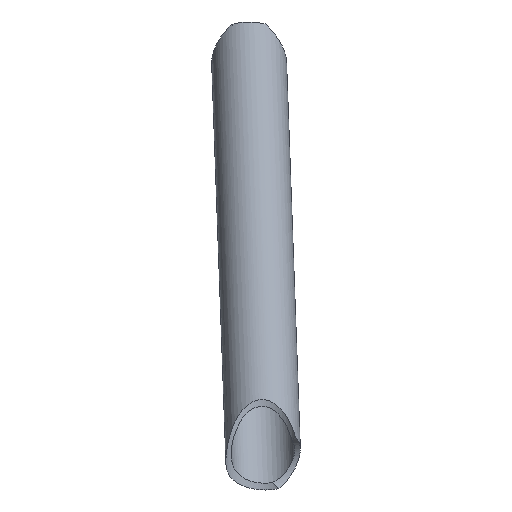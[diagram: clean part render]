
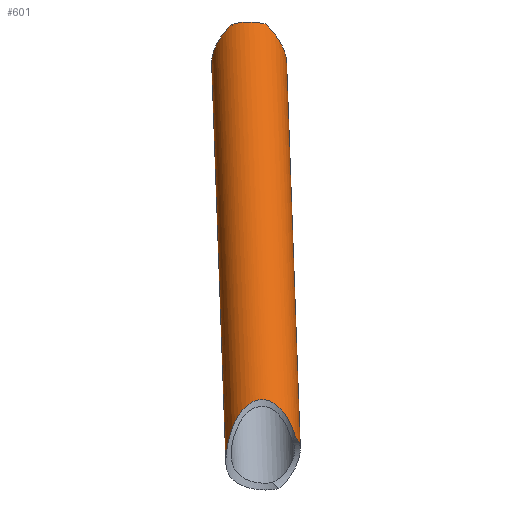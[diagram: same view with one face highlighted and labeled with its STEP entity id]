
A CAD part, top view. The second image highlights one B-rep face of the part: STEP entity #601.
In plain terms, the highlighted cylindrical face has radius 10 mm (diameter 20 mm), a partial arc.
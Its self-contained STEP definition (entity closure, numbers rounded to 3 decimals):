
#157=CARTESIAN_POINT('Vertex',(-2280.517,-184.81,-53.043)) ;
#161=CARTESIAN_POINT('Control Point',(-2280.517,-184.81,-53.043)) ;
#162=CARTESIAN_POINT('Control Point',(-2279.7,-185.53,-52.672)) ;
#163=CARTESIAN_POINT('Control Point',(-2278.923,-186.322,-52.355)) ;
#164=CARTESIAN_POINT('Control Point',(-2278.183,-187.178,-52.115)) ;
#165=CARTESIAN_POINT('Control Point',(-2276.697,-189.157,-51.797)) ;
#166=CARTESIAN_POINT('Control Point',(-2275.554,-191.371,-52.021)) ;
#167=CARTESIAN_POINT('Control Point',(-2275.072,-192.613,-52.333)) ;
#168=CARTESIAN_POINT('Control Point',(-2274.809,-193.829,-52.887)) ;
#169=CARTESIAN_POINT('Control Point',(-2274.77,-194.926,-53.627)) ;
#170=CARTESIAN_POINT('Vertex',(-2274.77,-194.926,-53.627)) ;
#233=CARTESIAN_POINT('Vertex',(-2289.434,-184.93,-53.054)) ;
#273=CARTESIAN_POINT('Vertex',(-2294.768,-195.334,-54.076)) ;
#277=CARTESIAN_POINT('Control Point',(-2294.768,-195.334,-54.076)) ;
#278=CARTESIAN_POINT('Control Point',(-2294.791,-194.705,-53.604)) ;
#279=CARTESIAN_POINT('Control Point',(-2294.737,-194.027,-53.192)) ;
#280=CARTESIAN_POINT('Control Point',(-2294.607,-193.319,-52.854)) ;
#281=CARTESIAN_POINT('Control Point',(-2294.222,-191.932,-52.348)) ;
#282=CARTESIAN_POINT('Control Point',(-2293.621,-190.552,-52.107)) ;
#283=CARTESIAN_POINT('Control Point',(-2293.29,-189.901,-52.049)) ;
#284=CARTESIAN_POINT('Control Point',(-2292.429,-188.404,-52.032)) ;
#285=CARTESIAN_POINT('Control Point',(-2291.41,-187.024,-52.27)) ;
#286=CARTESIAN_POINT('Control Point',(-2290.782,-186.275,-52.477)) ;
#287=CARTESIAN_POINT('Control Point',(-2290.124,-185.574,-52.744)) ;
#288=CARTESIAN_POINT('Control Point',(-2289.434,-184.93,-53.054)) ;
#305=CARTESIAN_POINT('Control Point',(-2280.517,-184.81,-53.043)) ;
#306=CARTESIAN_POINT('Control Point',(-2282.148,-184.401,-52.233)) ;
#307=CARTESIAN_POINT('Control Point',(-2284.,-184.18,-51.773)) ;
#308=CARTESIAN_POINT('Control Point',(-2285.973,-184.208,-51.779)) ;
#309=CARTESIAN_POINT('Control Point',(-2287.814,-184.479,-52.245)) ;
#310=CARTESIAN_POINT('Control Point',(-2289.434,-184.93,-53.054)) ;
#402=CARTESIAN_POINT('Vertex',(-2272.383,-295.438,103.497)) ;
#406=CARTESIAN_POINT('Control Point',(-2290.961,-302.417,104.403)) ;
#407=CARTESIAN_POINT('Control Point',(-2290.974,-302.06,104.441)) ;
#408=CARTESIAN_POINT('Control Point',(-2290.974,-301.698,104.442)) ;
#409=CARTESIAN_POINT('Control Point',(-2290.964,-301.337,104.413)) ;
#410=CARTESIAN_POINT('Control Point',(-2290.923,-300.475,104.29)) ;
#411=CARTESIAN_POINT('Control Point',(-2290.843,-299.635,104.069)) ;
#412=CARTESIAN_POINT('Control Point',(-2290.785,-299.15,103.92)) ;
#413=CARTESIAN_POINT('Control Point',(-2290.603,-297.846,103.477)) ;
#414=CARTESIAN_POINT('Control Point',(-2290.351,-296.58,102.959)) ;
#415=CARTESIAN_POINT('Control Point',(-2290.166,-295.791,102.619)) ;
#416=CARTESIAN_POINT('Control Point',(-2289.758,-294.307,101.955)) ;
#417=CARTESIAN_POINT('Control Point',(-2289.239,-292.865,101.277)) ;
#418=CARTESIAN_POINT('Control Point',(-2288.965,-292.189,100.954)) ;
#419=CARTESIAN_POINT('Control Point',(-2288.241,-290.608,100.189)) ;
#420=CARTESIAN_POINT('Control Point',(-2287.322,-289.116,99.451)) ;
#421=CARTESIAN_POINT('Control Point',(-2286.713,-288.29,99.04)) ;
#422=CARTESIAN_POINT('Control Point',(-2285.677,-287.161,98.474)) ;
#423=CARTESIAN_POINT('Control Point',(-2284.391,-286.282,98.035)) ;
#424=CARTESIAN_POINT('Control Point',(-2283.954,-286.033,97.912)) ;
#425=CARTESIAN_POINT('Control Point',(-2283.126,-285.666,97.731)) ;
#426=CARTESIAN_POINT('Control Point',(-2282.233,-285.463,97.637)) ;
#427=CARTESIAN_POINT('Control Point',(-2281.831,-285.41,97.614)) ;
#428=CARTESIAN_POINT('Control Point',(-2281.034,-285.383,97.612)) ;
#429=CARTESIAN_POINT('Control Point',(-2280.25,-285.503,97.687)) ;
#430=CARTESIAN_POINT('Control Point',(-2279.874,-285.596,97.742)) ;
#431=CARTESIAN_POINT('Control Point',(-2278.849,-285.939,97.941)) ;
#432=CARTESIAN_POINT('Control Point',(-2277.933,-286.478,98.246)) ;
#433=CARTESIAN_POINT('Control Point',(-2277.392,-286.884,98.475)) ;
#434=CARTESIAN_POINT('Control Point',(-2276.147,-287.997,99.102)) ;
#435=CARTESIAN_POINT('Control Point',(-2275.155,-289.294,99.836)) ;
#436=CARTESIAN_POINT('Control Point',(-2274.631,-290.108,100.3)) ;
#437=CARTESIAN_POINT('Control Point',(-2273.78,-291.649,101.188)) ;
#438=CARTESIAN_POINT('Control Point',(-2273.109,-293.243,102.133)) ;
#439=CARTESIAN_POINT('Control Point',(-2272.837,-293.974,102.574)) ;
#440=CARTESIAN_POINT('Control Point',(-2272.596,-294.707,103.027)) ;
#441=CARTESIAN_POINT('Control Point',(-2272.383,-295.438,103.497)) ;
#442=CARTESIAN_POINT('Vertex',(-2290.961,-302.417,104.403)) ;
#479=CARTESIAN_POINT('Line Origine',(-2292.921,-247.285,22.811)) ;
#484=CARTESIAN_POINT('Line Origine',(-2272.934,-246.574,22.811)) ;
#488=CARTESIAN_POINT('Vertex',(-2271.088,-298.499,99.658)) ;
#580=CARTESIAN_POINT('Axis2P3D Location',(-2282.927,-246.93,22.811)) ;
#586=CARTESIAN_POINT('Control Point',(-2272.383,-295.438,103.497)) ;
#587=CARTESIAN_POINT('Control Point',(-2271.825,-295.918,102.435)) ;
#588=CARTESIAN_POINT('Control Point',(-2271.381,-296.584,101.396)) ;
#589=CARTESIAN_POINT('Control Point',(-2271.124,-297.471,100.438)) ;
#590=CARTESIAN_POINT('Control Point',(-2271.088,-298.499,99.658)) ;
#480=DIRECTION('Vector Direction',(-0.02,0.56,-0.828)) ;
#485=DIRECTION('Vector Direction',(-0.02,0.56,-0.828)) ;
#581=DIRECTION('Axis2P3D Direction',(-0.02,0.56,-0.828)) ;
#582=DIRECTION('Axis2P3D XDirection',(-0.999,-0.036,0.)) ;
#583=AXIS2_PLACEMENT_3D('Cylinder Axis2P3D',#580,#581,#582) ;
#593=ORIENTED_EDGE('',*,*,#490,.T.) ;
#594=ORIENTED_EDGE('',*,*,#172,.F.) ;
#595=ORIENTED_EDGE('',*,*,#311,.T.) ;
#596=ORIENTED_EDGE('',*,*,#289,.F.) ;
#597=ORIENTED_EDGE('',*,*,#483,.F.) ;
#598=ORIENTED_EDGE('',*,*,#444,.T.) ;
#599=ORIENTED_EDGE('',*,*,#591,.T.) ;
#481=VECTOR('Line Direction',#480,1.) ;
#486=VECTOR('Line Direction',#485,1.) ;
#601=ADVANCED_FACE('Corps principal',(#600),#584,.T.) ;
#160=B_SPLINE_CURVE_WITH_KNOTS('',5,(#161,#162,#163,#164,#165,#166,#167,#168,#169),.UNSPECIFIED.,.F.,.U.,(6,3,6),(33.151,41.283,50.65),.UNSPECIFIED.) ;
#276=B_SPLINE_CURVE_WITH_KNOTS('',5,(#277,#278,#279,#280,#281,#282,#283,#284,#285,#286,#287,#288),.UNSPECIFIED.,.F.,.U.,(6,3,3,6),(0.,5.564,10.713,17.742),.UNSPECIFIED.) ;
#304=B_SPLINE_CURVE_WITH_KNOTS('',5,(#305,#306,#307,#308,#309,#310),.UNSPECIFIED.,.F.,.U.,(6,6),(11.352,24.551),.UNSPECIFIED.) ;
#405=B_SPLINE_CURVE_WITH_KNOTS('',5,(#406,#407,#408,#409,#410,#411,#412,#413,#414,#415,#416,#417,#418,#419,#420,#421,#422,#423,#424,#425,#426,#427,#428,#429,#430,#431,#432,#433,#434,#435,#436,#437,#438,#439,#440,#441),.UNSPECIFIED.,.F.,.U.,(6,3,3,3,3,3,3,3,3,3,3,6),(0.,2.54,6.153,12.36,17.998,25.78,29.409,32.261,35.014,40.002,47.595,53.922),.UNSPECIFIED.) ;
#585=B_SPLINE_CURVE_WITH_KNOTS('',4,(#586,#587,#588,#589,#590),.UNSPECIFIED.,.F.,.U.,(5,5),(7.094,14.4),.UNSPECIFIED.) ;
#584=CYLINDRICAL_SURFACE('generated cylinder',#583,10.) ;
#172=EDGE_CURVE('',#158,#171,#160,.T.) ;
#289=EDGE_CURVE('',#274,#234,#276,.T.) ;
#311=EDGE_CURVE('',#158,#234,#304,.T.) ;
#444=EDGE_CURVE('',#443,#403,#405,.T.) ;
#483=EDGE_CURVE('',#443,#274,#482,.T.) ;
#490=EDGE_CURVE('',#489,#171,#487,.T.) ;
#591=EDGE_CURVE('',#403,#489,#585,.T.) ;
#592=EDGE_LOOP('',(#593,#594,#595,#596,#597,#598,#599)) ;
#600=FACE_OUTER_BOUND('',#592,.T.) ;
#482=LINE('Line',#479,#481) ;
#487=LINE('Line',#484,#486) ;
#158=VERTEX_POINT('',#157) ;
#171=VERTEX_POINT('',#170) ;
#234=VERTEX_POINT('',#233) ;
#274=VERTEX_POINT('',#273) ;
#403=VERTEX_POINT('',#402) ;
#443=VERTEX_POINT('',#442) ;
#489=VERTEX_POINT('',#488) ;
